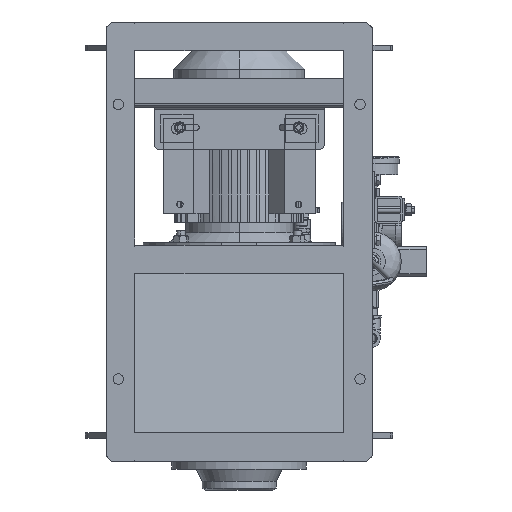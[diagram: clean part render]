
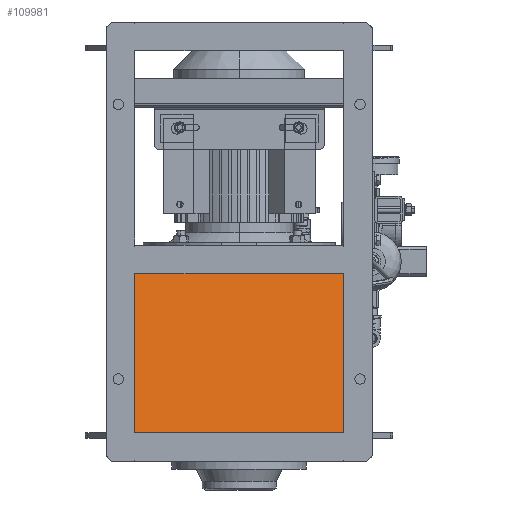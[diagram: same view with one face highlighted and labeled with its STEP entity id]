
A CAD part, front view. The second image highlights one B-rep face of the part: STEP entity #109981.
In plain terms, the highlighted planar face has unit normal (0, -0.982, 0.187).
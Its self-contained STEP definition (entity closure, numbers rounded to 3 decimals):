
#4056 = FACE_OUTER_BOUND ( 'NONE', #107279, .T. ) ;
#6892 = PLANE ( 'NONE',  #80617 ) ;
#11368 = LINE ( 'NONE', #57246, #113816 ) ;
#14883 = DIRECTION ( 'NONE',  ( 0., -0.187, -0.982 ) ) ;
#15590 = ORIENTED_EDGE ( 'NONE', *, *, #73579, .T. ) ;
#16425 = VERTEX_POINT ( 'NONE', #107383 ) ;
#19374 = DIRECTION ( 'NONE',  ( -1., 0., 0. ) ) ;
#21827 = VECTOR ( 'NONE', #14883, 1000. ) ;
#25122 = DIRECTION ( 'NONE',  ( 0., 0.982, -0.187 ) ) ;
#25404 = VERTEX_POINT ( 'NONE', #47917 ) ;
#31417 = EDGE_CURVE ( 'NONE', #33677, #91526, #54340, .T. ) ;
#32642 = CARTESIAN_POINT ( 'NONE',  ( 190., -328.965, -97.437 ) ) ;
#33677 = VERTEX_POINT ( 'NONE', #91283 ) ;
#35682 = ORIENTED_EDGE ( 'NONE', *, *, #31417, .F. ) ;
#44081 = VECTOR ( 'NONE', #101329, 1000. ) ;
#45458 = EDGE_CURVE ( 'NONE', #25404, #91526, #81562, .T. ) ;
#46092 = CARTESIAN_POINT ( 'NONE',  ( 190., -328.965, -97.437 ) ) ;
#46349 = ORIENTED_EDGE ( 'NONE', *, *, #45458, .T. ) ;
#47917 = CARTESIAN_POINT ( 'NONE',  ( -190., -273.965, 192. ) ) ;
#54340 = LINE ( 'NONE', #87562, #81335 ) ;
#57246 = CARTESIAN_POINT ( 'NONE',  ( 190., -273.965, 192. ) ) ;
#59193 = CARTESIAN_POINT ( 'NONE',  ( -190., -328.965, -97.437 ) ) ;
#71170 = LINE ( 'NONE', #46092, #44081 ) ;
#73545 = EDGE_CURVE ( 'NONE', #16425, #33677, #71170, .T. ) ;
#73579 = EDGE_CURVE ( 'NONE', #16425, #25404, #11368, .T. ) ;
#80617 = AXIS2_PLACEMENT_3D ( 'NONE', #32642, #25122, #105491 ) ;
#81335 = VECTOR ( 'NONE', #86776, 1000. ) ;
#81520 = ORIENTED_EDGE ( 'NONE', *, *, #73545, .F. ) ;
#81562 = LINE ( 'NONE', #59193, #21827 ) ;
#86776 = DIRECTION ( 'NONE',  ( -1., 0., 0. ) ) ;
#87562 = CARTESIAN_POINT ( 'NONE',  ( 190., -328.965, -97.437 ) ) ;
#91283 = CARTESIAN_POINT ( 'NONE',  ( 190., -328.965, -97.437 ) ) ;
#91526 = VERTEX_POINT ( 'NONE', #116055 ) ;
#101329 = DIRECTION ( 'NONE',  ( 0., -0.187, -0.982 ) ) ;
#105491 = DIRECTION ( 'NONE',  ( 0., 0.187, 0.982 ) ) ;
#107279 = EDGE_LOOP ( 'NONE', ( #15590, #46349, #35682, #81520 ) ) ;
#107383 = CARTESIAN_POINT ( 'NONE',  ( 190., -273.965, 192. ) ) ;
#109981 = ADVANCED_FACE ( 'NONE', ( #4056 ), #6892, .F. ) ;
#113816 = VECTOR ( 'NONE', #19374, 1000. ) ;
#116055 = CARTESIAN_POINT ( 'NONE',  ( -190., -328.965, -97.437 ) ) ;
